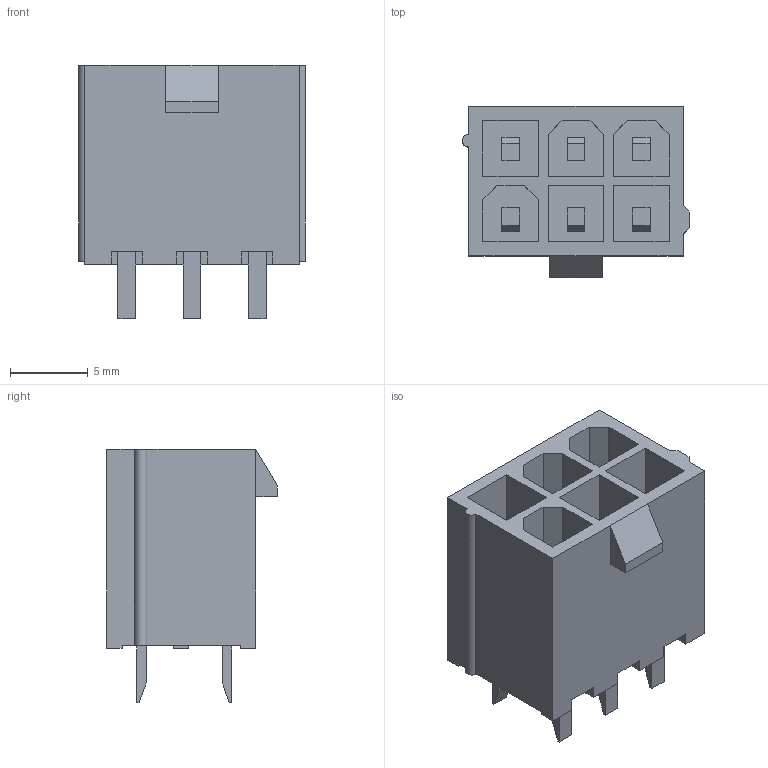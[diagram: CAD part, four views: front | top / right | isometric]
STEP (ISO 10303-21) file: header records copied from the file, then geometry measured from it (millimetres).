
FILE_DESCRIPTION(('FreeCAD Model'),'2;1');
FILE_NAME('MiniFit-JR-5556-06A.step','2018-05-03T16:08:02',( 'kicad StepUp'),('ksu MCAD'),'Open CASCADE STEP processor 6.8', 'FreeCAD','Unknown');
FILE_SCHEMA(('AUTOMOTIVE_DESIGN_CC2 { 1 2 10303 214 -1 1 5 4 }'));
Length unit declared in the file: millimetre
Products named in the file (2): ASSEMBLY; MiniFit-JR-5556-06A
Assembly tree (1 placements, depth 2):
  ASSEMBLY
    MiniFit-JR-5556-06A
Bounding box: 14.6 x 11 x 16.3 mm (x, y, z)
Volume: 1029.7 mm3; surface area: 1918.6 mm2
Topology: 1 solids, 1 shells, 181 faces, 493 edges, 344 vertices
Faces by surface type: bspline 180, revolution 1
Entity records: 6904 total; most frequent: CARTESIAN_POINT 1561, ORIENTED_EDGE 962, DIRECTION 513, EDGE_CURVE 481, LINE 480, VECTOR 480, VERTEX_POINT 320, FACE_BOUND 199
